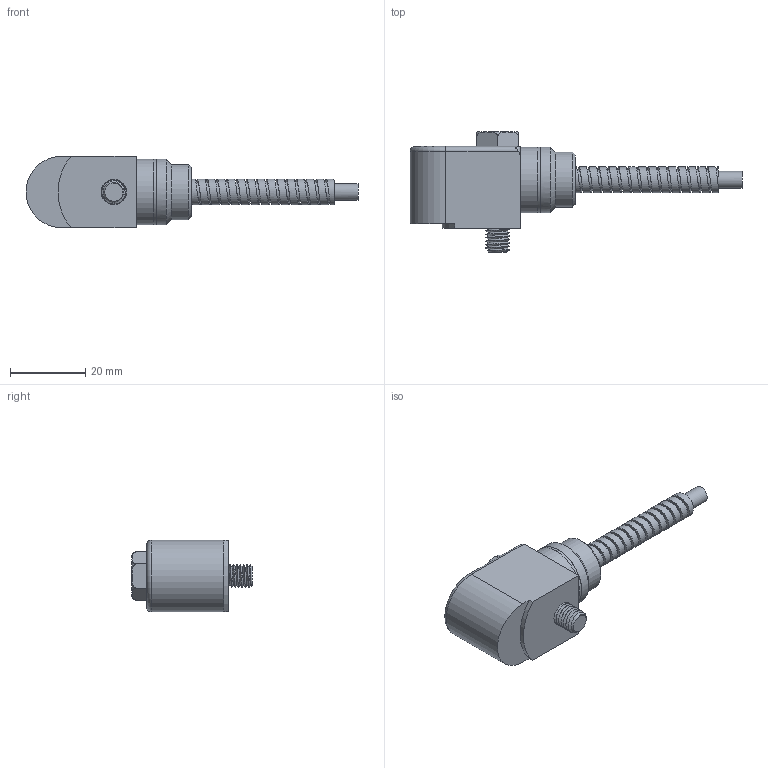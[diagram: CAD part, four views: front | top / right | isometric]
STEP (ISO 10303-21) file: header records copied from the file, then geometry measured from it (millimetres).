
FILE_DESCRIPTION(/* description */ (''),/* implementation_level */ '2;1');
FILE_NAME(/* name */ 'MASTER_MEDIUM_SIDE-EXIT_ARMOR_STANDARD.stp',/* time_stamp */ '2017-04-26T12:10:01-04:00',/* author */ ('aneininger'),/* organization */ (''),/* preprocessor_version */ 'ST-DEVELOPER v16.5',/* originating_system */ 'Autodesk Inventor 2017',/* authorisation */ '');
FILE_SCHEMA (('AUTOMOTIVE_DESIGN { 1 0 10303 214 3 1 1 }'));
Length unit declared in the file: inch
Products named in the file (3): MASTER_MEDIUM_SIDE-EXIT_ARMOR_STANDARD_STEP; MASTER_MEDIUM_SIDE-EXIT_ARMOR_STANDARD; ACP32208
Assembly tree (2 placements, depth 2):
  MASTER_MEDIUM_SIDE-EXIT_ARMOR_STANDARD_STEP
    MASTER_MEDIUM_SIDE-EXIT_ARMOR_STANDARD
    ACP32208
Bounding box: 88.52 x 32.13 x 19.05 mm (x, y, z)
Volume: 15058 mm3; surface area: 8264.4 mm2
Topology: 2 solids, 2 shells, 347 faces, 814 edges, 524 vertices
Faces by surface type: plane 145, cylinder 126, bspline 67, cone 5, torus 4
Full cylindrical faces by diameter (mm): 0.127 x19, 0.203 x38, 1.27 x1, 2.032 x2, 4.496 x13, 4.953 x1, 5.359 x1, 6.756 x1, 11.43 x1, 11.926 x1, 12.7 x1, 14.745 x1, 17.462 x1, 17.475 x2
Entity records: 15382 total; most frequent: CARTESIAN_POINT 7788, DIRECTION 1438, ORIENTED_EDGE 1356, EDGE_CURVE 678, AXIS2_PLACEMENT_3D 610, EDGE_LOOP 496, VERTEX_POINT 494, FACE_OUTER_BOUND 336
